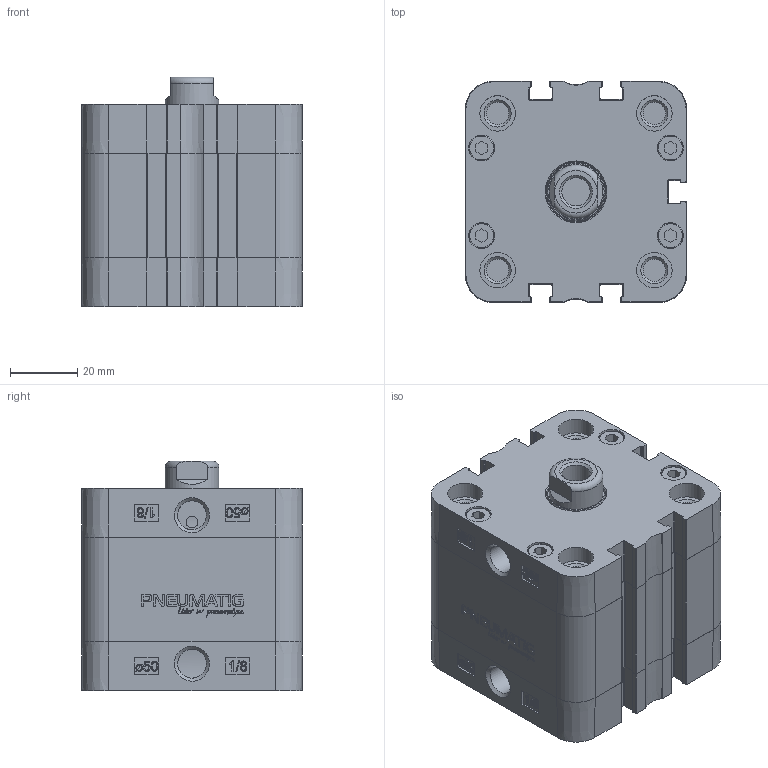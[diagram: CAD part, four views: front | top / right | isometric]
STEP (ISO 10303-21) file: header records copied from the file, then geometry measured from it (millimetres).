
FILE_DESCRIPTION( ( 'STEP AP214' ), '1' );
FILE_NAME( 'DM-50-1000-F.stp', ' ', ( ' ' ), ( ' ' ), ' ', ' ', ' ' );
FILE_SCHEMA (('AUTOMOTIVE_DESIGN { 1 0 10303 214 3 1 1 }'));
Products named in the file (1): (Unsaved)
Bounding box: 65.5 x 65.5 x 68 mm (x, y, z)
Volume: 180297.1 mm3; surface area: 52451.5 mm2
Topology: 4 solids, 12 shells, 1538 faces, 4137 edges, 2713 vertices
Faces by surface type: bspline 757, plane 506, cylinder 196, torus 43, cone 36
Full cylindrical faces by diameter (mm): 3.5 x1, 5.2 x8, 6.647 x1, 7.5 x8, 7.7 x8, 8.376 x1, 8.566 x2, 10.5 x8, 12 x1, 16 x1, 16.54 x1, 17.7 x1, 18 x1, 20.5 x1, 50 x1
Entity records: 54495 total; most frequent: CARTESIAN_POINT 21224, ORIENTED_EDGE 8108, DIRECTION 4537, EDGE_CURVE 4034, VERTEX_POINT 2697, LINE 1991, VECTOR 1991, EDGE_LOOP 1733
